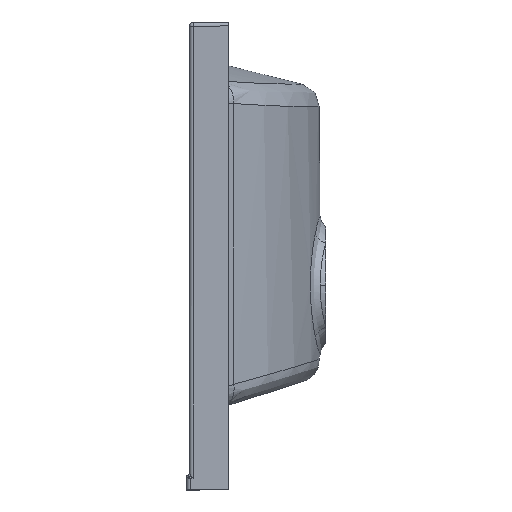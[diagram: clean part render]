
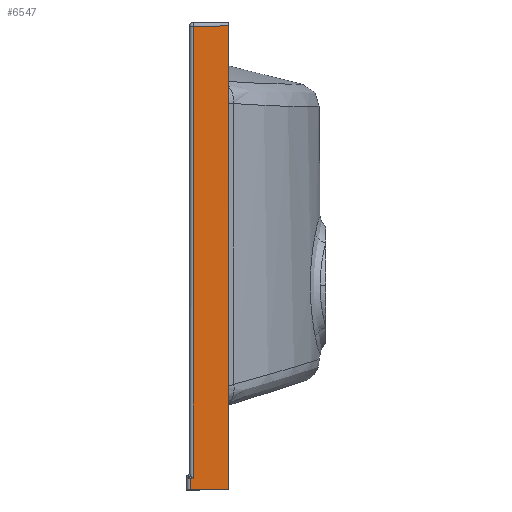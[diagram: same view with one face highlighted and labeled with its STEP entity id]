
A CAD part, left-side view. The second image highlights one B-rep face of the part: STEP entity #6547.
In plain terms, the highlighted planar face has unit normal (-1, 0.018, 0).
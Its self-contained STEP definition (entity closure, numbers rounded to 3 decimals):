
#172 = EDGE_CURVE ( 'NONE', #1223, #3636, #3883, .T. ) ;
#536 = PLANE ( 'NONE',  #4773 ) ;
#737 = CARTESIAN_POINT ( 'NONE',  ( -400.197, -40., -1460.156 ) ) ;
#789 = CARTESIAN_POINT ( 'NONE',  ( -399.568, -3.93, -474.471 ) ) ;
#960 = EDGE_CURVE ( 'NONE', #9331, #6261, #1488, .T. ) ;
#1223 = VERTEX_POINT ( 'NONE', #6361 ) ;
#1276 = CARTESIAN_POINT ( 'NONE',  ( -399.568, -3.93, -14.452 ) ) ;
#1488 = LINE ( 'NONE', #4772, #3499 ) ;
#1721 = CARTESIAN_POINT ( 'NONE',  ( -400.197, -40., -14.012 ) ) ;
#1936 = ORIENTED_EDGE ( 'NONE', *, *, #7407, .F. ) ;
#1941 = EDGE_CURVE ( 'NONE', #6261, #3636, #3424, .T. ) ;
#2255 = LINE ( 'NONE', #5523, #9386 ) ;
#2908 = ORIENTED_EDGE ( 'NONE', *, *, #172, .F. ) ;
#3058 = VECTOR ( 'NONE', #4010, 1000. ) ;
#3169 = ORIENTED_EDGE ( 'NONE', *, *, #960, .T. ) ;
#3424 = LINE ( 'NONE', #6697, #8911 ) ;
#3473 = EDGE_CURVE ( 'NONE', #5621, #6159, #2255, .T. ) ;
#3499 = VECTOR ( 'NONE', #8043, 1000. ) ;
#3636 = VERTEX_POINT ( 'NONE', #7448 ) ;
#3814 = CARTESIAN_POINT ( 'NONE',  ( -399.499, 0., -1460.156 ) ) ;
#3883 = LINE ( 'NONE', #7156, #7067 ) ;
#4010 = DIRECTION ( 'NONE',  ( 0., 0., -1. ) ) ;
#4060 = DIRECTION ( 'NONE',  ( 0., 0., -1. ) ) ;
#4127 = ORIENTED_EDGE ( 'NONE', *, *, #7465, .T. ) ;
#4434 = VECTOR ( 'NONE', #4060, 1000. ) ;
#4606 = EDGE_LOOP ( 'NONE', ( #1936, #9271, #4127, #3169, #9503, #2908 ) ) ;
#4772 = CARTESIAN_POINT ( 'NONE',  ( -396.57, 167.82, -508.112 ) ) ;
#4773 = AXIS2_PLACEMENT_3D ( 'NONE', #3814, #7083, #10362 ) ;
#5523 = CARTESIAN_POINT ( 'NONE',  ( -399.191, 17.655, -14.716 ) ) ;
#5621 = VERTEX_POINT ( 'NONE', #1721 ) ;
#6159 = VERTEX_POINT ( 'NONE', #1276 ) ;
#6261 = VERTEX_POINT ( 'NONE', #9258 ) ;
#6361 = CARTESIAN_POINT ( 'NONE',  ( -400.197, -40., -490. ) ) ;
#6547 = ADVANCED_FACE ( 'NONE', ( #7893 ), #536, .T. ) ;
#6697 = CARTESIAN_POINT ( 'NONE',  ( -399.515, -0.93, -1460.156 ) ) ;
#7067 = VECTOR ( 'NONE', #10433, 1000. ) ;
#7083 = DIRECTION ( 'NONE',  ( -1., 0.017, 0. ) ) ;
#7156 = CARTESIAN_POINT ( 'NONE',  ( -401.594, -120.008, -490. ) ) ;
#7407 = EDGE_CURVE ( 'NONE', #5621, #1223, #8092, .T. ) ;
#7448 = CARTESIAN_POINT ( 'NONE',  ( -399.515, -0.93, -490. ) ) ;
#7465 = EDGE_CURVE ( 'NONE', #6159, #9331, #8141, .T. ) ;
#7893 = FACE_OUTER_BOUND ( 'NONE', #4606, .T. ) ;
#8043 = DIRECTION ( 'NONE',  ( 0.017, 0.985, -0.174 ) ) ;
#8092 = LINE ( 'NONE', #737, #3058 ) ;
#8141 = LINE ( 'NONE', #789, #4434 ) ;
#8790 = DIRECTION ( 'NONE',  ( 0.017, 1., -0.012 ) ) ;
#8911 = VECTOR ( 'NONE', #9971, 1000. ) ;
#9109 = CARTESIAN_POINT ( 'NONE',  ( -399.568, -3.93, -477.827 ) ) ;
#9258 = CARTESIAN_POINT ( 'NONE',  ( -399.515, -0.93, -478.356 ) ) ;
#9271 = ORIENTED_EDGE ( 'NONE', *, *, #3473, .T. ) ;
#9331 = VERTEX_POINT ( 'NONE', #9109 ) ;
#9386 = VECTOR ( 'NONE', #8790, 1000. ) ;
#9503 = ORIENTED_EDGE ( 'NONE', *, *, #1941, .T. ) ;
#9971 = DIRECTION ( 'NONE',  ( 0., 0., -1. ) ) ;
#10362 = DIRECTION ( 'NONE',  ( -0.017, -1., 0. ) ) ;
#10433 = DIRECTION ( 'NONE',  ( 0.017, 1., 0. ) ) ;
